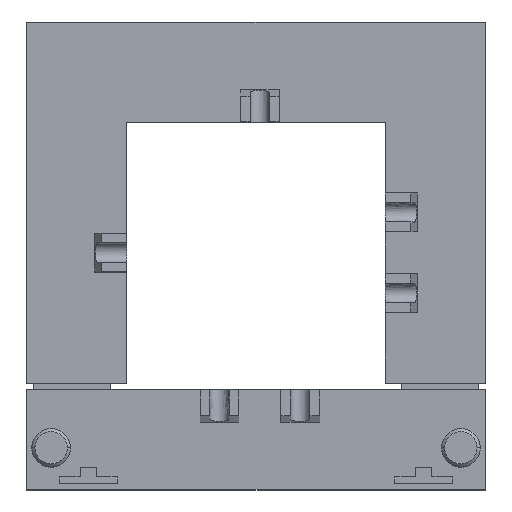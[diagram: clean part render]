
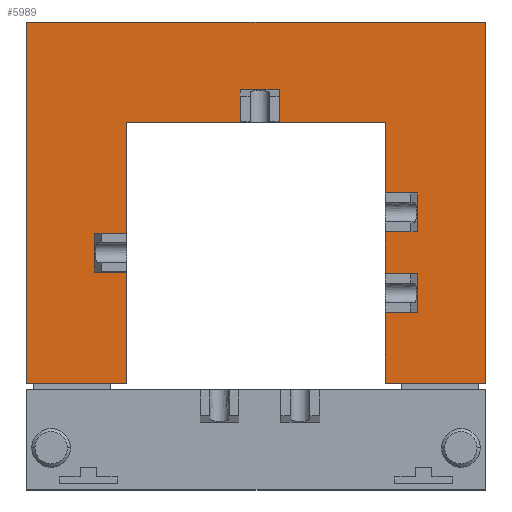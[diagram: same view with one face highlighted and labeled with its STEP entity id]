
A CAD part, top view. The second image highlights one B-rep face of the part: STEP entity #5989.
In plain terms, the highlighted free-form (B-spline) face has degree [1, 1] with [2, 2] control points.
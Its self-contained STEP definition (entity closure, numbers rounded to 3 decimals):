
#4550=CARTESIAN_POINT('',(-40.,33.,16.0));
#4551=VERTEX_POINT('',#4550);
#4558=CARTESIAN_POINT('',(-71.,33.,16.0));
#4559=VERTEX_POINT('',#4558);
#4560=CARTESIAN_POINT('',(-71.,33.,16.0));
#4561=DIRECTION('',(1.0,0.0,0.0));
#4562=VECTOR('',#4561,31.);
#4563=LINE('',#4560,#4562);
#4564=EDGE_CURVE('',#4559,#4551,#4563,.T.);
#4597=CARTESIAN_POINT('',(-71.,145.,16.0));
#4598=VERTEX_POINT('',#4597);
#4599=CARTESIAN_POINT('',(-71.,145.,16.0));
#4600=DIRECTION('',(0.0,-1.0,0.0));
#4601=VECTOR('',#4600,112.);
#4602=LINE('',#4599,#4601);
#4603=EDGE_CURVE('',#4598,#4559,#4602,.T.);
#5147=CARTESIAN_POINT('',(-40.,67.5,16.0));
#5148=VERTEX_POINT('',#5147);
#5155=CARTESIAN_POINT('',(-40.,33.,16.0));
#5156=DIRECTION('',(0.0,1.0,0.0));
#5157=VECTOR('',#5156,34.5);
#5158=LINE('',#5155,#5157);
#5159=EDGE_CURVE('',#4551,#5148,#5158,.T.);
#5170=CARTESIAN_POINT('',(-40.,114.,16.0));
#5171=VERTEX_POINT('',#5170);
#5178=CARTESIAN_POINT('',(-40.,79.5,16.0));
#5179=VERTEX_POINT('',#5178);
#5180=CARTESIAN_POINT('',(-40.,79.5,16.0));
#5181=DIRECTION('',(0.0,1.0,0.0));
#5182=VECTOR('',#5181,34.5);
#5183=LINE('',#5180,#5182);
#5184=EDGE_CURVE('',#5179,#5171,#5183,.T.);
#5203=CARTESIAN_POINT('',(-49.999,79.5,16.0));
#5204=VERTEX_POINT('',#5203);
#5211=CARTESIAN_POINT('',(-49.999,67.5,16.0));
#5212=VERTEX_POINT('',#5211);
#5213=CARTESIAN_POINT('',(-49.999,67.5,16.0));
#5214=DIRECTION('',(0.0,1.0,0.0));
#5215=VECTOR('',#5214,12.0);
#5216=LINE('',#5213,#5215);
#5217=EDGE_CURVE('',#5212,#5204,#5216,.T.);
#5239=CARTESIAN_POINT('',(-49.999,79.5,16.0));
#5240=DIRECTION('',(1.0,0.0,0.0));
#5241=VECTOR('',#5240,10.);
#5242=LINE('',#5239,#5241);
#5243=EDGE_CURVE('',#5204,#5179,#5242,.T.);
#5255=CARTESIAN_POINT('',(-40.,67.5,16.0));
#5256=DIRECTION('',(-1.0,0.0,0.0));
#5257=VECTOR('',#5256,10.);
#5258=LINE('',#5255,#5257);
#5259=EDGE_CURVE('',#5148,#5212,#5258,.T.);
#5438=CARTESIAN_POINT('',(7.194,124.,16.0));
#5439=VERTEX_POINT('',#5438);
#5446=CARTESIAN_POINT('',(-4.806,124.,16.0));
#5447=VERTEX_POINT('',#5446);
#5448=CARTESIAN_POINT('',(-4.806,124.,16.0));
#5449=DIRECTION('',(1.0,0.0,0.0));
#5450=VECTOR('',#5449,12.0);
#5451=LINE('',#5448,#5450);
#5452=EDGE_CURVE('',#5447,#5439,#5451,.T.);
#5473=CARTESIAN_POINT('',(7.194,114.,16.0));
#5474=VERTEX_POINT('',#5473);
#5481=CARTESIAN_POINT('',(7.194,124.,16.0));
#5482=DIRECTION('',(0.0,-1.0,0.0));
#5483=VECTOR('',#5482,10.);
#5484=LINE('',#5481,#5483);
#5485=EDGE_CURVE('',#5439,#5474,#5484,.T.);
#5497=CARTESIAN_POINT('',(-4.806,114.,16.0));
#5498=VERTEX_POINT('',#5497);
#5499=CARTESIAN_POINT('',(-4.806,114.,16.0));
#5500=DIRECTION('',(0.0,1.0,0.0));
#5501=VECTOR('',#5500,10.);
#5502=LINE('',#5499,#5501);
#5503=EDGE_CURVE('',#5498,#5447,#5502,.T.);
#5519=CARTESIAN_POINT('',(71.,145.,16.0));
#5520=VERTEX_POINT('',#5519);
#5521=CARTESIAN_POINT('',(71.,145.,16.0));
#5522=DIRECTION('',(-1.0,0.0,0.0));
#5523=VECTOR('',#5522,142.0);
#5524=LINE('',#5521,#5523);
#5525=EDGE_CURVE('',#5520,#4598,#5524,.T.);
#5767=CARTESIAN_POINT('',(71.0,33.,16.0));
#5768=VERTEX_POINT('',#5767);
#5769=CARTESIAN_POINT('',(71.0,33.,16.0));
#5770=DIRECTION('',(0.0,1.0,0.0));
#5771=VECTOR('',#5770,112.);
#5772=LINE('',#5769,#5771);
#5773=EDGE_CURVE('',#5768,#5520,#5772,.T.);
#5822=CARTESIAN_POINT('',(40.,33.,16.0));
#5823=VERTEX_POINT('',#5822);
#5824=CARTESIAN_POINT('',(40.,33.,16.0));
#5825=DIRECTION('',(1.0,0.0,0.0));
#5826=VECTOR('',#5825,31.);
#5827=LINE('',#5824,#5826);
#5828=EDGE_CURVE('',#5823,#5768,#5827,.T.);
#5861=CARTESIAN_POINT('',(40.,55.,16.0));
#5862=VERTEX_POINT('',#5861);
#5863=CARTESIAN_POINT('',(40.,55.,16.0));
#5864=DIRECTION('',(0.0,-1.0,0.0));
#5865=VECTOR('',#5864,22.);
#5866=LINE('',#5863,#5865);
#5867=EDGE_CURVE('',#5862,#5823,#5866,.T.);
#5869=CARTESIAN_POINT('',(40.,67.,16.0));
#5870=VERTEX_POINT('',#5869);
#5877=CARTESIAN_POINT('',(40.,80.,16.0));
#5878=VERTEX_POINT('',#5877);
#5879=CARTESIAN_POINT('',(40.,80.,16.0));
#5880=DIRECTION('',(0.0,-1.0,0.0));
#5881=VECTOR('',#5880,13.);
#5882=LINE('',#5879,#5881);
#5883=EDGE_CURVE('',#5878,#5870,#5882,.T.);
#5885=CARTESIAN_POINT('',(40.,92.,16.0));
#5886=VERTEX_POINT('',#5885);
#5893=CARTESIAN_POINT('',(40.,114.,16.0));
#5894=VERTEX_POINT('',#5893);
#5895=CARTESIAN_POINT('',(40.,114.,16.0));
#5896=DIRECTION('',(0.0,-1.0,0.0));
#5897=VECTOR('',#5896,22.);
#5898=LINE('',#5895,#5897);
#5899=EDGE_CURVE('',#5894,#5886,#5898,.T.);
#5910=CARTESIAN_POINT('',(-71.,145.,16.0));
#5911=CARTESIAN_POINT('',(71.,145.,16.0));
#5912=CARTESIAN_POINT('',(-71.,33.,16.0));
#5913=CARTESIAN_POINT('',(71.,33.,16.0));
#5914=B_SPLINE_SURFACE_WITH_KNOTS('',1,1,((#5910,#5912),(#5911,#5913)),.UNSPECIFIED.,.F.,.F.,.U.,(2,2),(2,2),(0.0,142.0),(0.0,112.),.UNSPECIFIED.);
#5915=CARTESIAN_POINT('',(7.194,114.,16.0));
#5916=DIRECTION('',(1.0,0.0,0.0));
#5917=VECTOR('',#5916,32.807);
#5918=LINE('',#5915,#5917);
#5919=EDGE_CURVE('',#5474,#5894,#5918,.T.);
#5920=ORIENTED_EDGE('',*,*,#5919,.T.);
#5921=ORIENTED_EDGE('',*,*,#5899,.T.);
#5922=CARTESIAN_POINT('',(49.999,92.,16.0));
#5923=VERTEX_POINT('',#5922);
#5924=CARTESIAN_POINT('',(49.999,92.,16.0));
#5925=DIRECTION('',(-1.0,0.0,0.0));
#5926=VECTOR('',#5925,9.999);
#5927=LINE('',#5924,#5926);
#5928=EDGE_CURVE('',#5923,#5886,#5927,.T.);
#5929=ORIENTED_EDGE('',*,*,#5928,.F.);
#5930=CARTESIAN_POINT('',(49.999,80.,16.0));
#5931=VERTEX_POINT('',#5930);
#5932=CARTESIAN_POINT('',(49.999,80.,16.0));
#5933=DIRECTION('',(0.0,1.0,0.0));
#5934=VECTOR('',#5933,12.0);
#5935=LINE('',#5932,#5934);
#5936=EDGE_CURVE('',#5931,#5923,#5935,.T.);
#5937=ORIENTED_EDGE('',*,*,#5936,.F.);
#5938=CARTESIAN_POINT('',(40.,80.,16.0));
#5939=DIRECTION('',(1.0,0.0,0.0));
#5940=VECTOR('',#5939,9.999);
#5941=LINE('',#5938,#5940);
#5942=EDGE_CURVE('',#5878,#5931,#5941,.T.);
#5943=ORIENTED_EDGE('',*,*,#5942,.F.);
#5944=ORIENTED_EDGE('',*,*,#5883,.T.);
#5945=CARTESIAN_POINT('',(49.999,67.,16.0));
#5946=VERTEX_POINT('',#5945);
#5947=CARTESIAN_POINT('',(49.999,67.,16.0));
#5948=DIRECTION('',(-1.0,0.0,0.0));
#5949=VECTOR('',#5948,9.999);
#5950=LINE('',#5947,#5949);
#5951=EDGE_CURVE('',#5946,#5870,#5950,.T.);
#5952=ORIENTED_EDGE('',*,*,#5951,.F.);
#5953=CARTESIAN_POINT('',(49.999,55.,16.0));
#5954=VERTEX_POINT('',#5953);
#5955=CARTESIAN_POINT('',(49.999,55.,16.0));
#5956=DIRECTION('',(0.0,1.0,0.0));
#5957=VECTOR('',#5956,12.0);
#5958=LINE('',#5955,#5957);
#5959=EDGE_CURVE('',#5954,#5946,#5958,.T.);
#5960=ORIENTED_EDGE('',*,*,#5959,.F.);
#5961=CARTESIAN_POINT('',(40.,55.,16.0));
#5962=DIRECTION('',(1.0,0.0,0.0));
#5963=VECTOR('',#5962,9.999);
#5964=LINE('',#5961,#5963);
#5965=EDGE_CURVE('',#5862,#5954,#5964,.T.);
#5966=ORIENTED_EDGE('',*,*,#5965,.F.);
#5967=ORIENTED_EDGE('',*,*,#5867,.T.);
#5968=ORIENTED_EDGE('',*,*,#5828,.T.);
#5969=ORIENTED_EDGE('',*,*,#5773,.T.);
#5970=ORIENTED_EDGE('',*,*,#5525,.T.);
#5971=ORIENTED_EDGE('',*,*,#4603,.T.);
#5972=ORIENTED_EDGE('',*,*,#4564,.T.);
#5973=ORIENTED_EDGE('',*,*,#5159,.T.);
#5974=ORIENTED_EDGE('',*,*,#5259,.T.);
#5975=ORIENTED_EDGE('',*,*,#5217,.T.);
#5976=ORIENTED_EDGE('',*,*,#5243,.T.);
#5977=ORIENTED_EDGE('',*,*,#5184,.T.);
#5978=CARTESIAN_POINT('',(-40.,114.,16.0));
#5979=DIRECTION('',(1.0,0.0,0.0));
#5980=VECTOR('',#5979,35.193);
#5981=LINE('',#5978,#5980);
#5982=EDGE_CURVE('',#5171,#5498,#5981,.T.);
#5983=ORIENTED_EDGE('',*,*,#5982,.T.);
#5984=ORIENTED_EDGE('',*,*,#5503,.T.);
#5985=ORIENTED_EDGE('',*,*,#5452,.T.);
#5986=ORIENTED_EDGE('',*,*,#5485,.T.);
#5987=EDGE_LOOP('',(#5920,#5921,#5929,#5937,#5943,#5944,#5952,#5960,#5966,#5967,#5968,#5969,#5970,#5971,#5972,#5973,#5974,#5975,#5976,#5977,#5983,#5984,#5985,#5986));
#5988=FACE_OUTER_BOUND('',#5987,.T.);
#5989=ADVANCED_FACE('',(#5988),#5914,.F.);
